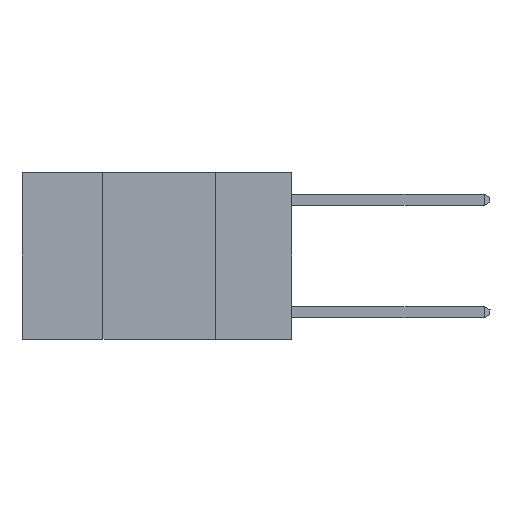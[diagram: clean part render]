
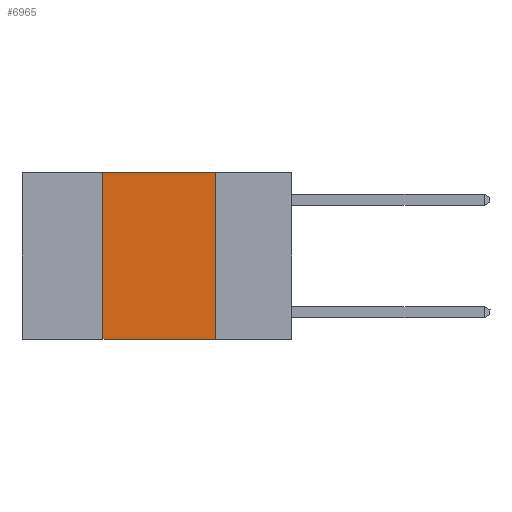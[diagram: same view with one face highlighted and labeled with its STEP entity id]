
A CAD part, left-side view. The second image highlights one B-rep face of the part: STEP entity #6965.
In plain terms, the highlighted planar face has unit normal (-1, 0, 0).
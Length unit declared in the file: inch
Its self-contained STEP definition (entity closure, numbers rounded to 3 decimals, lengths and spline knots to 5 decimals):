
#1063 = CARTESIAN_POINT ( 'NONE',  ( 0., 0.17, 0. ) ) ;
#2098 = VECTOR ( 'NONE', #4147, 39.37008 ) ;
#2141 = VERTEX_POINT ( 'NONE', #14022 ) ;
#2203 = VECTOR ( 'NONE', #11654, 39.37008 ) ;
#2395 = DIRECTION ( 'NONE',  ( 0., 0., -1. ) ) ;
#3865 = EDGE_CURVE ( 'NONE', #12351, #2141, #9018, .T. ) ;
#4147 = DIRECTION ( 'NONE',  ( 0., -1., 0. ) ) ;
#4324 = EDGE_CURVE ( 'NONE', #6831, #25765, #13646, .T. ) ;
#5808 = EDGE_CURVE ( 'NONE', #25765, #2141, #13274, .T. ) ;
#6244 = FACE_OUTER_BOUND ( 'NONE', #19900, .T. ) ;
#6831 = VERTEX_POINT ( 'NONE', #12933 ) ;
#6965 = ADVANCED_FACE ( 'NONE', ( #6244 ), #9013, .F. ) ;
#8173 = CARTESIAN_POINT ( 'NONE',  ( 0., 0.6, -0.37 ) ) ;
#8244 = CARTESIAN_POINT ( 'NONE',  ( 0., 0.42, -0.37 ) ) ;
#9013 = PLANE ( 'NONE',  #25989 ) ;
#9018 = LINE ( 'NONE', #8173, #15514 ) ;
#10656 = CARTESIAN_POINT ( 'NONE',  ( 0., 0.17, 0. ) ) ;
#11654 = DIRECTION ( 'NONE',  ( 0., 0., 1. ) ) ;
#12351 = VERTEX_POINT ( 'NONE', #8244 ) ;
#12933 = CARTESIAN_POINT ( 'NONE',  ( 0., 0.42, 0. ) ) ;
#13007 = DIRECTION ( 'NONE',  ( 0., 0., -1. ) ) ;
#13139 = LINE ( 'NONE', #17636, #2203 ) ;
#13274 = LINE ( 'NONE', #10656, #23128 ) ;
#13646 = LINE ( 'NONE', #18203, #2098 ) ;
#14022 = CARTESIAN_POINT ( 'NONE',  ( 0., 0.17, -0.37 ) ) ;
#14878 = CARTESIAN_POINT ( 'NONE',  ( 0., 0.6, 0. ) ) ;
#15514 = VECTOR ( 'NONE', #20069, 39.37008 ) ;
#17636 = CARTESIAN_POINT ( 'NONE',  ( 0., 0.42, 0. ) ) ;
#18203 = CARTESIAN_POINT ( 'NONE',  ( 0., 0.6, 0. ) ) ;
#19900 = EDGE_LOOP ( 'NONE', ( #23244, #23452, #23549, #23882 ) ) ;
#20069 = DIRECTION ( 'NONE',  ( 0., -1., 0. ) ) ;
#20539 = EDGE_CURVE ( 'NONE', #12351, #6831, #13139, .T. ) ;
#23128 = VECTOR ( 'NONE', #2395, 39.37008 ) ;
#23244 = ORIENTED_EDGE ( 'NONE', *, *, #5808, .F. ) ;
#23452 = ORIENTED_EDGE ( 'NONE', *, *, #4324, .F. ) ;
#23549 = ORIENTED_EDGE ( 'NONE', *, *, #20539, .F. ) ;
#23882 = ORIENTED_EDGE ( 'NONE', *, *, #3865, .T. ) ;
#24791 = DIRECTION ( 'NONE',  ( 1., 0., 0. ) ) ;
#25765 = VERTEX_POINT ( 'NONE', #1063 ) ;
#25989 = AXIS2_PLACEMENT_3D ( 'NONE', #14878, #24791, #13007 ) ;
